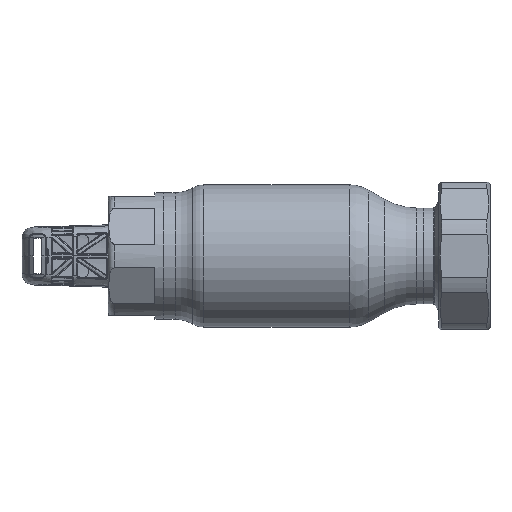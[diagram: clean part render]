
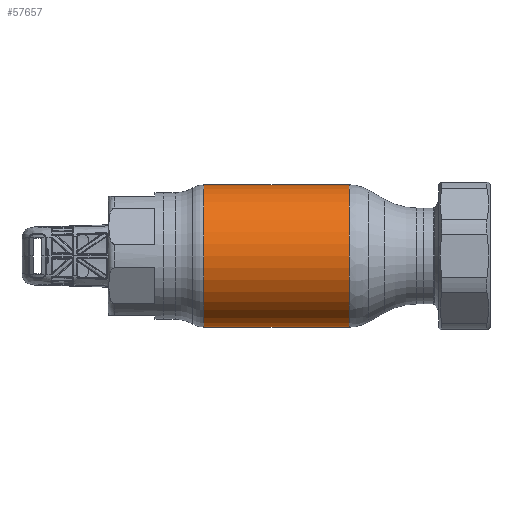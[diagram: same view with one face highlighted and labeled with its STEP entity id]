
A CAD part, front view. The second image highlights one B-rep face of the part: STEP entity #57657.
In plain terms, the highlighted cylindrical face has radius 33.34 mm (diameter 66.68 mm), a partial arc.
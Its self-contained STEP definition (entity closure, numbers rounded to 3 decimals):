
#1113 = EDGE_CURVE ( 'NONE', #14855, #6159, #14131, .T. ) ;
#2404 = CIRCLE ( 'NONE', #6796, 33.34 ) ;
#4816 = EDGE_CURVE ( 'NONE', #22812, #6159, #52961, .T. ) ;
#6159 = VERTEX_POINT ( 'NONE', #52159 ) ;
#6796 = AXIS2_PLACEMENT_3D ( 'NONE', #25850, #10712, #62262 ) ;
#7238 = DIRECTION ( 'NONE',  ( 1., 0., 0. ) ) ;
#7340 = DIRECTION ( 'NONE',  ( 0., 0., -1. ) ) ;
#10299 = ORIENTED_EDGE ( 'NONE', *, *, #1113, .F. ) ;
#10712 = DIRECTION ( 'NONE',  ( 1., 0., 0. ) ) ;
#12208 = AXIS2_PLACEMENT_3D ( 'NONE', #27615, #63154, #7340 ) ;
#14131 = CIRCLE ( 'NONE', #12208, 33.34 ) ;
#14855 = VERTEX_POINT ( 'NONE', #27147 ) ;
#15366 = CARTESIAN_POINT ( 'NONE',  ( 62.69, 0., -33.34 ) ) ;
#16009 = DIRECTION ( 'NONE',  ( 1., 0., 0. ) ) ;
#19996 = DIRECTION ( 'NONE',  ( 1., 0., 0. ) ) ;
#20216 = CARTESIAN_POINT ( 'NONE',  ( 62.69, 0., 0. ) ) ;
#22812 = VERTEX_POINT ( 'NONE', #25448 ) ;
#24907 = ORIENTED_EDGE ( 'NONE', *, *, #37975, .T. ) ;
#25448 = CARTESIAN_POINT ( 'NONE',  ( -34.177, 0., -33.34 ) ) ;
#25850 = CARTESIAN_POINT ( 'NONE',  ( -34.177, 0., 0. ) ) ;
#25983 = EDGE_CURVE ( 'NONE', #59239, #14855, #32338, .T. ) ;
#27147 = CARTESIAN_POINT ( 'NONE',  ( 34.177, 0., 33.34 ) ) ;
#27345 = ORIENTED_EDGE ( 'NONE', *, *, #25983, .F. ) ;
#27615 = CARTESIAN_POINT ( 'NONE',  ( 34.177, 0., 0. ) ) ;
#32338 = LINE ( 'NONE', #58162, #43509 ) ;
#35197 = CARTESIAN_POINT ( 'NONE',  ( -34.177, 0., 33.34 ) ) ;
#37975 = EDGE_CURVE ( 'NONE', #59239, #22812, #2404, .T. ) ;
#43509 = VECTOR ( 'NONE', #7238, 1000. ) ;
#44491 = EDGE_LOOP ( 'NONE', ( #27345, #24907, #45845, #10299 ) ) ;
#45757 = VECTOR ( 'NONE', #16009, 1000. ) ;
#45845 = ORIENTED_EDGE ( 'NONE', *, *, #4816, .T. ) ;
#48214 = FACE_OUTER_BOUND ( 'NONE', #44491, .T. ) ;
#52159 = CARTESIAN_POINT ( 'NONE',  ( 34.177, 0., -33.34 ) ) ;
#52961 = LINE ( 'NONE', #15366, #45757 ) ;
#53401 = AXIS2_PLACEMENT_3D ( 'NONE', #20216, #19996, #61086 ) ;
#57657 = ADVANCED_FACE ( 'NONE', ( #48214 ), #64118, .T. ) ;
#58162 = CARTESIAN_POINT ( 'NONE',  ( 62.69, 0., 33.34 ) ) ;
#59239 = VERTEX_POINT ( 'NONE', #35197 ) ;
#61086 = DIRECTION ( 'NONE',  ( 0., 0., -1. ) ) ;
#62262 = DIRECTION ( 'NONE',  ( 0., 0., -1. ) ) ;
#63154 = DIRECTION ( 'NONE',  ( 1., 0., 0. ) ) ;
#64118 = CYLINDRICAL_SURFACE ( 'NONE', #53401, 33.34 ) ;
